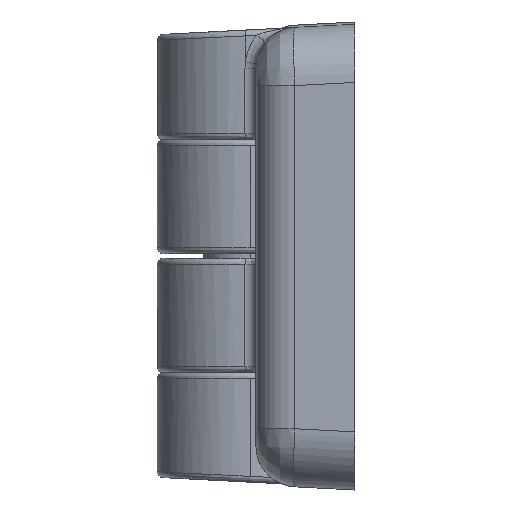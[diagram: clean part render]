
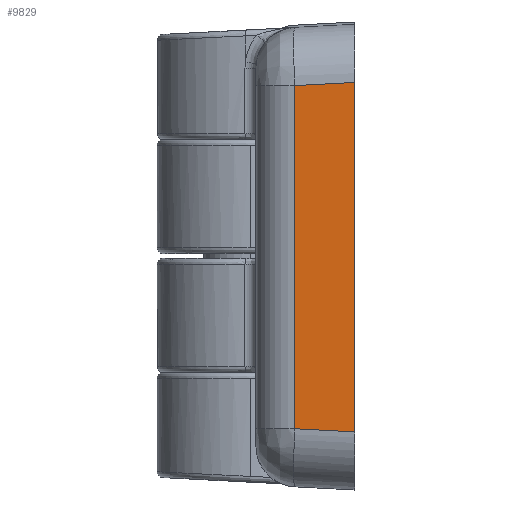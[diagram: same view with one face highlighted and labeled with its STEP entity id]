
A CAD part, left-side view. The second image highlights one B-rep face of the part: STEP entity #9829.
In plain terms, the highlighted planar face has unit normal (-0.999, 0.052, 0).
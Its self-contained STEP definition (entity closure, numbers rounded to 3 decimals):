
#445 = CARTESIAN_POINT ( 'NONE',  ( -59.728, -3.817, -14.935 ) ) ;
#1209 = CARTESIAN_POINT ( 'NONE',  ( -59.728, -3.817, 14.535 ) ) ;
#1462 = CARTESIAN_POINT ( 'NONE',  ( -60., -9., -15.207 ) ) ;
#1756 = VERTEX_POINT ( 'NONE', #1209 ) ;
#2246 = EDGE_LOOP ( 'NONE', ( #13436, #15818, #7761, #10352 ) ) ;
#3298 = EDGE_CURVE ( 'NONE', #4864, #3570, #3753, .T. ) ;
#3522 = VECTOR ( 'NONE', #12479, 1000. ) ;
#3526 = CARTESIAN_POINT ( 'NONE',  ( -60., -9., -20.2 ) ) ;
#3570 = VERTEX_POINT ( 'NONE', #7173 ) ;
#3753 = LINE ( 'NONE', #12606, #3522 ) ;
#4507 = VERTEX_POINT ( 'NONE', #445 ) ;
#4864 = VERTEX_POINT ( 'NONE', #1462 ) ;
#5131 = DIRECTION ( 'NONE',  ( -0.052, -0.999, 0. ) ) ;
#6638 = PLANE ( 'NONE',  #7750 ) ;
#6841 = DIRECTION ( 'NONE',  ( 0., 0., 1. ) ) ;
#7173 = CARTESIAN_POINT ( 'NONE',  ( -60., -9., 14.807 ) ) ;
#7285 = DIRECTION ( 'NONE',  ( 0.052, 0.997, -0.052 ) ) ;
#7750 = AXIS2_PLACEMENT_3D ( 'NONE', #3526, #14391, #5131 ) ;
#7761 = ORIENTED_EDGE ( 'NONE', *, *, #17169, .T. ) ;
#8875 = CARTESIAN_POINT ( 'NONE',  ( -59.868, -6.475, -15.075 ) ) ;
#9287 = VECTOR ( 'NONE', #6841, 1000. ) ;
#9516 = LINE ( 'NONE', #16156, #9287 ) ;
#9829 = ADVANCED_FACE ( 'NONE', ( #12273 ), #6638, .T. ) ;
#10352 = ORIENTED_EDGE ( 'NONE', *, *, #10907, .F. ) ;
#10907 = EDGE_CURVE ( 'NONE', #4507, #1756, #9516, .T. ) ;
#12273 = FACE_OUTER_BOUND ( 'NONE', #2246, .T. ) ;
#12479 = DIRECTION ( 'NONE',  ( 0., 0., 1. ) ) ;
#12606 = CARTESIAN_POINT ( 'NONE',  ( -60., -9., -20.2 ) ) ;
#13436 = ORIENTED_EDGE ( 'NONE', *, *, #13802, .F. ) ;
#13802 = EDGE_CURVE ( 'NONE', #4864, #4507, #19498, .T. ) ;
#14143 = VECTOR ( 'NONE', #7285, 1000. ) ;
#14215 = LINE ( 'NONE', #16535, #14143 ) ;
#14391 = DIRECTION ( 'NONE',  ( -0.999, 0.052, 0. ) ) ;
#15818 = ORIENTED_EDGE ( 'NONE', *, *, #3298, .T. ) ;
#16156 = CARTESIAN_POINT ( 'NONE',  ( -59.728, -3.817, -20.2 ) ) ;
#16535 = CARTESIAN_POINT ( 'NONE',  ( -60., -9., 14.807 ) ) ;
#16636 = DIRECTION ( 'NONE',  ( 0.052, 0.997, 0.052 ) ) ;
#17169 = EDGE_CURVE ( 'NONE', #3570, #1756, #14215, .T. ) ;
#19313 = VECTOR ( 'NONE', #16636, 1000. ) ;
#19498 = LINE ( 'NONE', #8875, #19313 ) ;
